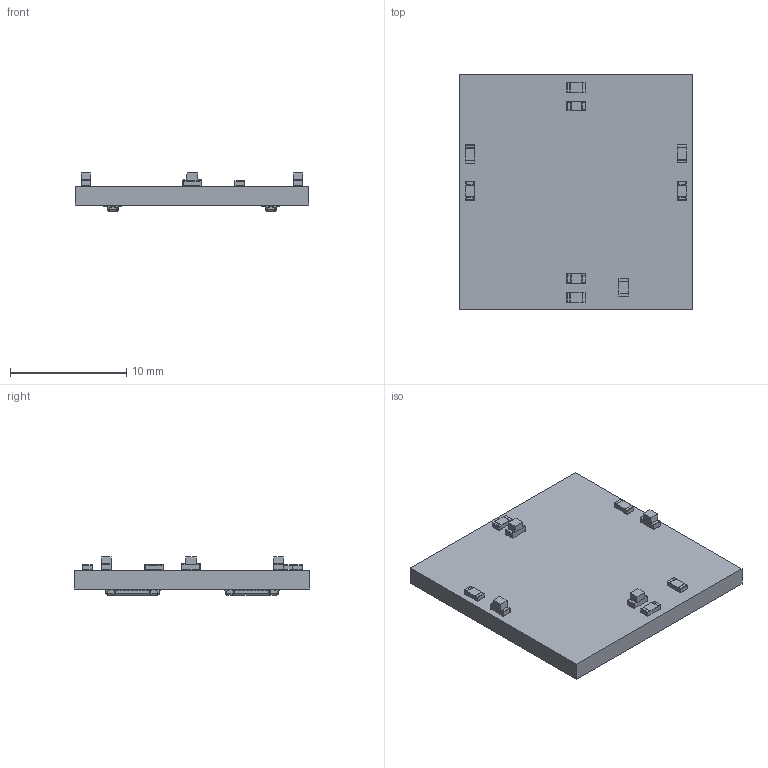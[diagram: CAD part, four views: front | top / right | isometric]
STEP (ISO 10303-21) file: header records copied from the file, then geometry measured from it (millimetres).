
FILE_DESCRIPTION(('KiCad electronic assembly'),'2;1');
FILE_NAME('OBJEX_M1-BTN.step','2021-03-29T17:58:04',('An Author'),( 'A Company'),'Open CASCADE STEP processor 6.9', 'KiCad to STEP converter','Unknown');
FILE_SCHEMA(('AUTOMOTIVE_DESIGN { 1 0 10303 214 1 1 1 1 }'));
Length unit declared in the file: millimetre
Products named in the file (8): Open CASCADE STEP translator 6.9 1; BM28-16DP; COMPOUND; LED_0603_1608Metric; SOLID; R_0603_1608Metric
Assembly tree (17 placements, depth 3):
  Open CASCADE STEP translator 6.9 1
    BM28-16DP  x4
      COMPOUND
    LED_0603_1608Metric  x4
      SOLID
    R_0603_1608Metric  x5
      SOLID
    SOLID
Bounding box: 20.07 x 20.24 x 3.27 mm (x, y, z)
Volume: 661.6 mm3; surface area: 1061.3 mm2
Topology: 14 solids, 14 shells, 1480 faces, 3940 edges, 2476 vertices
Faces by surface type: plane 1104, cylinder 312, bspline 32, revolution 16, cone 16
Entity records: 28516 total; most frequent: CARTESIAN_POINT 8277, DIRECTION 3639, LINE 2511, VECTOR 2511, ORIENTED_EDGE 1946, PCURVE 1946, DEFINITIONAL_REPRESENTATION 1946, EDGE_CURVE 973
